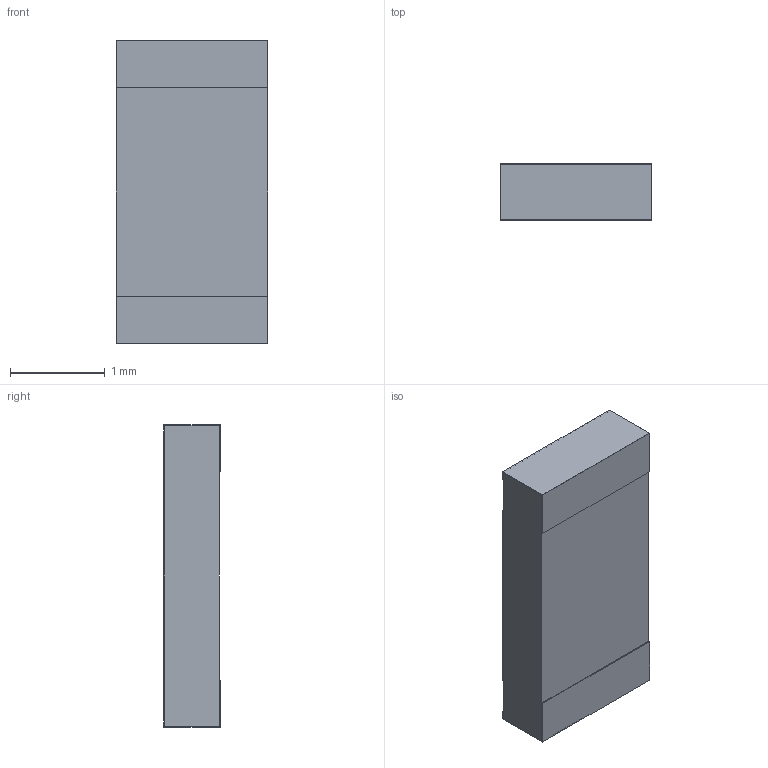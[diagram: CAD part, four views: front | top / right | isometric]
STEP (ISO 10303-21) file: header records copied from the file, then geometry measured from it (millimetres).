
FILE_DESCRIPTION (( 'STEP AP214' ), '1' );
FILE_NAME ('L1206.STEP', '2020-12-30T07:36:39', ( '' ), ( '' ), 'SwSTEP 2.0', 'SolidWorks 2019', '' );
FILE_SCHEMA (( 'AUTOMOTIVE_DESIGN' ));
Length unit declared in the file: millimetre
Products named in the file (2): L1206; L1206_1206
Assembly tree (1 placements, depth 2):
  L1206
    L1206_1206
Bounding box: 1.6 x 0.6 x 3.2 mm (x, y, z)
Volume: 3 mm3; surface area: 32.8 mm2
Topology: 4 solids, 4 shells, 99 faces, 252 edges, 168 vertices
Faces by surface type: plane 63, bspline 36
Entity records: 5449 total; most frequent: CARTESIAN_POINT 2743, ORIENTED_EDGE 504, DIRECTION 314, EDGE_CURVE 252, LINE 180, VECTOR 180, VERTEX_POINT 168, EDGE_LOOP 106
